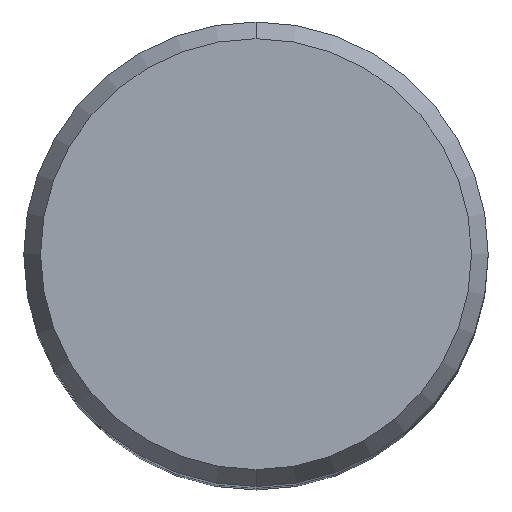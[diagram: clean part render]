
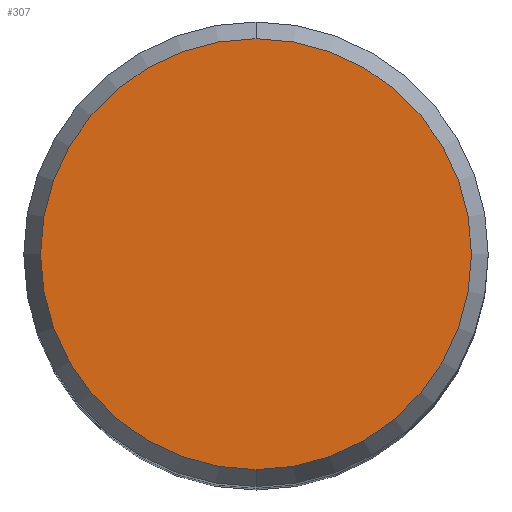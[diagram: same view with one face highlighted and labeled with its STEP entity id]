
A CAD part, top view. The second image highlights one B-rep face of the part: STEP entity #307.
In plain terms, the highlighted planar face has unit normal (0, 0, 1).
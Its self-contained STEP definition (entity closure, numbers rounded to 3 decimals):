
#165=VERTEX_POINT('',#373);
#229=VERTEX_POINT('',#443);
#275=EDGE_CURVE('',#165,#229,#498,.T.);
#299=EDGE_CURVE('',#229,#165,#524,.T.);
#307=ADVANCED_FACE('',(#535),#536,.T.);
#373=CARTESIAN_POINT('',(0.,-8.837,0.01));
#443=CARTESIAN_POINT('',(0.0,8.837,0.01));
#498=CIRCLE('',#766,8.837);
#524=CIRCLE('',#800,8.837);
#535=FACE_OUTER_BOUND('',#812,.T.);
#536=PLANE('',#813);
#766=AXIS2_PLACEMENT_3D('',#1030,#1031,#1032);
#800=AXIS2_PLACEMENT_3D('',#1055,#1056,#1057);
#812=EDGE_LOOP('',(#1078,#1079));
#813=AXIS2_PLACEMENT_3D('',#1080,#1081,#1082);
#1030=CARTESIAN_POINT('',(0.0,0.0,0.01));
#1031=DIRECTION('',(0.0,0.0,-1.0));
#1032=DIRECTION('',(0.0,1.0,0.0));
#1055=CARTESIAN_POINT('',(0.0,0.0,0.01));
#1056=DIRECTION('',(0.0,0.0,-1.0));
#1057=DIRECTION('',(0.0,1.0,0.0));
#1078=ORIENTED_EDGE('',*,*,#299,.F.);
#1079=ORIENTED_EDGE('',*,*,#275,.F.);
#1080=CARTESIAN_POINT('',(0.0,4.419,0.01));
#1081=DIRECTION('',(-0.0,0.0,1.0));
#1082=DIRECTION('',(0.0,-1.0,0.0));
